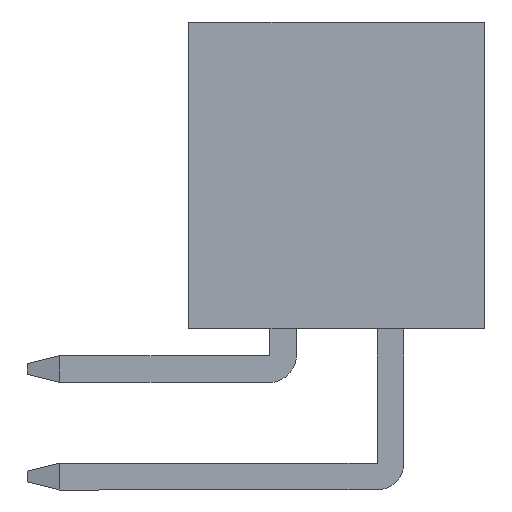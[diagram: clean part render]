
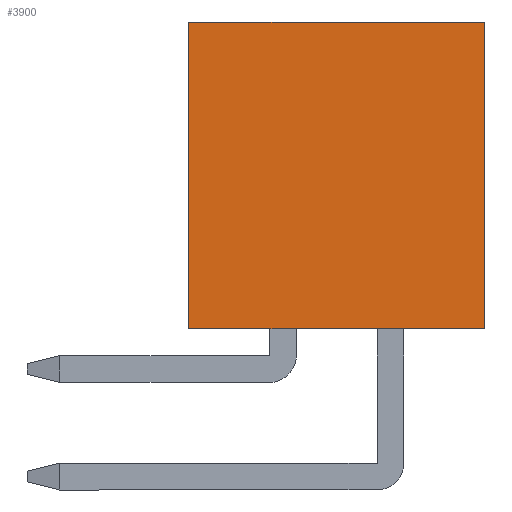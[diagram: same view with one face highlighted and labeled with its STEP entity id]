
A CAD part, left-side view. The second image highlights one B-rep face of the part: STEP entity #3900.
In plain terms, the highlighted planar face has unit normal (-1, 0, 0).
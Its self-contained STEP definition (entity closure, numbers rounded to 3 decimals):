
#577=ORIENTED_EDGE('',*,*,#1437,.F.);
#578=ORIENTED_EDGE('',*,*,#1219,.F.);
#579=ORIENTED_EDGE('',*,*,#1260,.T.);
#580=ORIENTED_EDGE('',*,*,#1540,.T.);
#1219=EDGE_CURVE('',#1769,#1770,#2129,.T.);
#1260=EDGE_CURVE('',#1769,#1809,#2170,.T.);
#1437=EDGE_CURVE('',#1770,#1947,#2347,.T.);
#1540=EDGE_CURVE('',#1809,#1947,#2450,.T.);
#1769=VERTEX_POINT('',#5330);
#1770=VERTEX_POINT('',#5332);
#1809=VERTEX_POINT('',#5412);
#1947=VERTEX_POINT('',#5754);
#2129=LINE('',#5331,#2675);
#2170=LINE('',#5413,#2716);
#2347=LINE('',#5753,#2893);
#2450=LINE('',#5958,#2996);
#2675=VECTOR('',#4323,1000.);
#2716=VECTOR('',#4366,1000.);
#2893=VECTOR('',#4595,1000.);
#2996=VECTOR('',#4764,1000.);
#3268=EDGE_LOOP('',(#577,#578,#579,#580));
#3494=FACE_BOUND('',#3268,.T.);
#3705=PLANE('',#4135);
#3900=ADVANCED_FACE('',(#3494),#3705,.T.);
#4135=AXIS2_PLACEMENT_3D('',#5966,#4769,#4770);
#4323=DIRECTION('',(0.,1.,0.));
#4366=DIRECTION('',(0.,0.,1.));
#4595=DIRECTION('',(0.,0.,1.));
#4764=DIRECTION('',(0.,1.,0.));
#4769=DIRECTION('',(-1.,0.,0.));
#4770=DIRECTION('',(0.,0.,1.));
#5330=CARTESIAN_POINT('',(-10.625,-2.75,-2.85));
#5331=CARTESIAN_POINT('',(-10.625,-2.75,-2.85));
#5332=CARTESIAN_POINT('',(-10.625,2.75,-2.85));
#5412=CARTESIAN_POINT('',(-10.625,-2.75,2.85));
#5413=CARTESIAN_POINT('',(-10.625,-2.75,-2.85));
#5753=CARTESIAN_POINT('',(-10.625,2.75,-2.85));
#5754=CARTESIAN_POINT('',(-10.625,2.75,2.85));
#5958=CARTESIAN_POINT('',(-10.625,-2.75,2.85));
#5966=CARTESIAN_POINT('',(-10.625,-2.75,-2.85));
